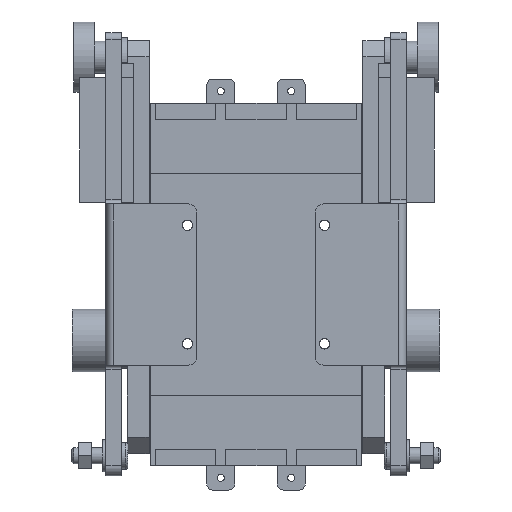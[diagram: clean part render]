
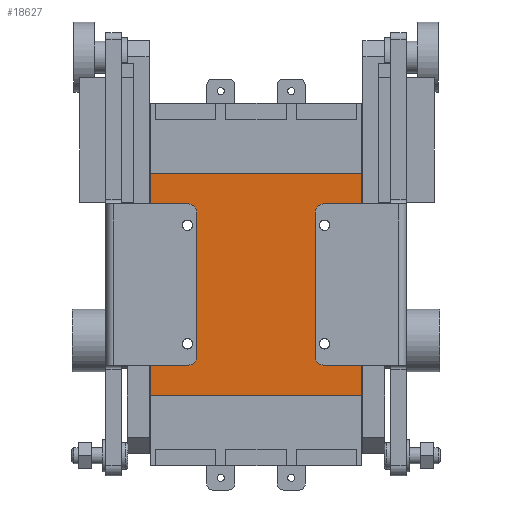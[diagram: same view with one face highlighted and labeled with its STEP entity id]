
A CAD part, front view. The second image highlights one B-rep face of the part: STEP entity #18627.
In plain terms, the highlighted planar face has unit normal (0, -1, 0).
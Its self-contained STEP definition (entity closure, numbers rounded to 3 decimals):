
#63 = AXIS2_PLACEMENT_3D ( 'NONE', #11490, #11277, #24260 ) ;
#415 = LINE ( 'NONE', #33555, #18776 ) ;
#440 = VERTEX_POINT ( 'NONE', #6108 ) ;
#442 = EDGE_CURVE ( 'NONE', #15252, #30273, #9290, .T. ) ;
#457 = VERTEX_POINT ( 'NONE', #35232 ) ;
#619 = DIRECTION ( 'NONE',  ( 0., 0., -1. ) ) ;
#730 = ORIENTED_EDGE ( 'NONE', *, *, #10502, .F. ) ;
#793 = ORIENTED_EDGE ( 'NONE', *, *, #11933, .T. ) ;
#1105 = VECTOR ( 'NONE', #41669, 1000. ) ;
#1391 = VERTEX_POINT ( 'NONE', #26966 ) ;
#1586 = EDGE_LOOP ( 'NONE', ( #14788, #730, #22337, #29172, #18326, #8359, #31251, #5336, #793, #10771, #20519, #24409, #24500, #15151, #34429, #28004 ) ) ;
#1625 = DIRECTION ( 'NONE',  ( 0., -1., 0. ) ) ;
#1661 = CARTESIAN_POINT ( 'NONE',  ( 1516.323, -176.876, -101.6 ) ) ;
#2048 = EDGE_CURVE ( 'NONE', #4639, #9557, #12433, .T. ) ;
#2330 = DIRECTION ( 'NONE',  ( 1., 0., 0. ) ) ;
#2560 = CARTESIAN_POINT ( 'NONE',  ( 1522.397, -176.876, -25.6 ) ) ;
#2757 = LINE ( 'NONE', #41654, #9178 ) ;
#3485 = CARTESIAN_POINT ( 'NONE',  ( 1497.291, -176.876, 24.4 ) ) ;
#4639 = VERTEX_POINT ( 'NONE', #29945 ) ;
#4724 = VERTEX_POINT ( 'NONE', #34378 ) ;
#4776 = VECTOR ( 'NONE', #8052, 1000. ) ;
#4812 = FACE_OUTER_BOUND ( 'NONE', #1586, .T. ) ;
#5138 = VERTEX_POINT ( 'NONE', #11948 ) ;
#5336 = ORIENTED_EDGE ( 'NONE', *, *, #27971, .T. ) ;
#6108 = CARTESIAN_POINT ( 'NONE',  ( 1602.291, -176.876, -120.6 ) ) ;
#6165 = CARTESIAN_POINT ( 'NONE',  ( 1583.258, -176.876, -101.6 ) ) ;
#6288 = AXIS2_PLACEMENT_3D ( 'NONE', #15024, #22034, #22256 ) ;
#6378 = CARTESIAN_POINT ( 'NONE',  ( 0., -176.876, -10.6 ) ) ;
#8023 = DIRECTION ( 'NONE',  ( 1., 0., 0. ) ) ;
#8052 = DIRECTION ( 'NONE',  ( 1., 0., 0. ) ) ;
#8227 = EDGE_CURVE ( 'NONE', #5138, #12422, #2757, .T. ) ;
#8359 = ORIENTED_EDGE ( 'NONE', *, *, #14856, .F. ) ;
#8436 = VERTEX_POINT ( 'NONE', #12201 ) ;
#8856 = EDGE_CURVE ( 'NONE', #8436, #31389, #18334, .T. ) ;
#9143 = DIRECTION ( 'NONE',  ( -1., 0., 0. ) ) ;
#9178 = VECTOR ( 'NONE', #12528, 1000. ) ;
#9290 = LINE ( 'NONE', #29072, #22095 ) ;
#9431 = EDGE_CURVE ( 'NONE', #4724, #30262, #37662, .T. ) ;
#9557 = VERTEX_POINT ( 'NONE', #29750 ) ;
#10390 = DIRECTION ( 'NONE',  ( 0., 0., 1. ) ) ;
#10502 = EDGE_CURVE ( 'NONE', #23339, #31389, #12962, .T. ) ;
#10604 = CARTESIAN_POINT ( 'NONE',  ( 1624.484, -176.876, -105.6 ) ) ;
#10670 = EDGE_CURVE ( 'NONE', #25690, #4724, #415, .T. ) ;
#10771 = ORIENTED_EDGE ( 'NONE', *, *, #32481, .F. ) ;
#11184 = LINE ( 'NONE', #31202, #28792 ) ;
#11277 = DIRECTION ( 'NONE',  ( 0., -1., 0. ) ) ;
#11490 = CARTESIAN_POINT ( 'NONE',  ( 1583.258, -176.876, -29.6 ) ) ;
#11833 = LINE ( 'NONE', #21639, #17101 ) ;
#11933 = EDGE_CURVE ( 'NONE', #440, #457, #33147, .T. ) ;
#11948 = CARTESIAN_POINT ( 'NONE',  ( 1602.291, -176.876, -25.6 ) ) ;
#12041 = DIRECTION ( 'NONE',  ( 1., 0., 0. ) ) ;
#12201 = CARTESIAN_POINT ( 'NONE',  ( 1497.291, -176.876, -10.6 ) ) ;
#12422 = VERTEX_POINT ( 'NONE', #23694 ) ;
#12433 = LINE ( 'NONE', #3485, #15374 ) ;
#12528 = DIRECTION ( 'NONE',  ( 0., 0., 1. ) ) ;
#12962 = LINE ( 'NONE', #2560, #1105 ) ;
#13612 = CIRCLE ( 'NONE', #63, 4. ) ;
#14599 = AXIS2_PLACEMENT_3D ( 'NONE', #6165, #25105, #2330 ) ;
#14788 = ORIENTED_EDGE ( 'NONE', *, *, #8856, .T. ) ;
#14856 = EDGE_CURVE ( 'NONE', #4639, #29597, #11184, .T. ) ;
#15024 = CARTESIAN_POINT ( 'NONE',  ( 1516.323, -176.876, -29.6 ) ) ;
#15040 = EDGE_CURVE ( 'NONE', #5138, #1391, #15660, .T. ) ;
#15151 = ORIENTED_EDGE ( 'NONE', *, *, #15040, .F. ) ;
#15252 = VERTEX_POINT ( 'NONE', #37499 ) ;
#15374 = VECTOR ( 'NONE', #29440, 1000. ) ;
#15660 = LINE ( 'NONE', #29260, #26088 ) ;
#16780 = CARTESIAN_POINT ( 'NONE',  ( 1602.291, -176.876, -155.6 ) ) ;
#17101 = VECTOR ( 'NONE', #8023, 1000. ) ;
#17790 = CARTESIAN_POINT ( 'NONE',  ( 0., -176.876, 0. ) ) ;
#18224 = AXIS2_PLACEMENT_3D ( 'NONE', #1661, #27605, #31442 ) ;
#18326 = ORIENTED_EDGE ( 'NONE', *, *, #23590, .F. ) ;
#18334 = LINE ( 'NONE', #24296, #19318 ) ;
#18548 = DIRECTION ( 'NONE',  ( 0., 0., -1. ) ) ;
#18627 = ADVANCED_FACE ( 'NONE', ( #4812 ), #36907, .T. ) ;
#18776 = VECTOR ( 'NONE', #619, 1000. ) ;
#19318 = VECTOR ( 'NONE', #18548, 1000. ) ;
#19841 = CIRCLE ( 'NONE', #6288, 4. ) ;
#20519 = ORIENTED_EDGE ( 'NONE', *, *, #9431, .F. ) ;
#21639 = CARTESIAN_POINT ( 'NONE',  ( 0., -176.876, -120.6 ) ) ;
#22034 = DIRECTION ( 'NONE',  ( 0., -1., 0. ) ) ;
#22095 = VECTOR ( 'NONE', #32667, 1000. ) ;
#22256 = DIRECTION ( 'NONE',  ( -1., 0., 0. ) ) ;
#22337 = ORIENTED_EDGE ( 'NONE', *, *, #34227, .F. ) ;
#22444 = EDGE_CURVE ( 'NONE', #1391, #25690, #13612, .T. ) ;
#23339 = VERTEX_POINT ( 'NONE', #32734 ) ;
#23590 = EDGE_CURVE ( 'NONE', #29597, #15252, #31138, .T. ) ;
#23694 = CARTESIAN_POINT ( 'NONE',  ( 1602.291, -176.876, -10.6 ) ) ;
#24260 = DIRECTION ( 'NONE',  ( 1., 0., 0. ) ) ;
#24296 = CARTESIAN_POINT ( 'NONE',  ( 1497.291, -176.876, 24.4 ) ) ;
#24409 = ORIENTED_EDGE ( 'NONE', *, *, #10670, .F. ) ;
#24425 = CARTESIAN_POINT ( 'NONE',  ( 1497.291, -176.876, -25.6 ) ) ;
#24500 = ORIENTED_EDGE ( 'NONE', *, *, #22444, .F. ) ;
#25105 = DIRECTION ( 'NONE',  ( 0., -1., 0. ) ) ;
#25690 = VERTEX_POINT ( 'NONE', #35360 ) ;
#25948 = LINE ( 'NONE', #6378, #29875 ) ;
#26088 = VECTOR ( 'NONE', #37983, 1000. ) ;
#26339 = AXIS2_PLACEMENT_3D ( 'NONE', #17790, #1625, #40522 ) ;
#26966 = CARTESIAN_POINT ( 'NONE',  ( 1583.258, -176.876, -25.6 ) ) ;
#27605 = DIRECTION ( 'NONE',  ( 0., -1., 0. ) ) ;
#27971 = EDGE_CURVE ( 'NONE', #9557, #440, #11833, .T. ) ;
#28004 = ORIENTED_EDGE ( 'NONE', *, *, #30359, .T. ) ;
#28792 = VECTOR ( 'NONE', #12041, 1000. ) ;
#29072 = CARTESIAN_POINT ( 'NONE',  ( 1520.323, -176.876, -115.35 ) ) ;
#29172 = ORIENTED_EDGE ( 'NONE', *, *, #442, .F. ) ;
#29260 = CARTESIAN_POINT ( 'NONE',  ( 1577.184, -176.876, -25.6 ) ) ;
#29440 = DIRECTION ( 'NONE',  ( 0., 0., -1. ) ) ;
#29597 = VERTEX_POINT ( 'NONE', #38584 ) ;
#29750 = CARTESIAN_POINT ( 'NONE',  ( 1497.291, -176.876, -120.6 ) ) ;
#29875 = VECTOR ( 'NONE', #9143, 1000. ) ;
#29945 = CARTESIAN_POINT ( 'NONE',  ( 1497.291, -176.876, -105.6 ) ) ;
#30262 = VERTEX_POINT ( 'NONE', #41033 ) ;
#30273 = VERTEX_POINT ( 'NONE', #40192 ) ;
#30359 = EDGE_CURVE ( 'NONE', #12422, #8436, #25948, .T. ) ;
#31138 = CIRCLE ( 'NONE', #18224, 4. ) ;
#31202 = CARTESIAN_POINT ( 'NONE',  ( 1475.097, -176.876, -105.6 ) ) ;
#31251 = ORIENTED_EDGE ( 'NONE', *, *, #2048, .T. ) ;
#31389 = VERTEX_POINT ( 'NONE', #24425 ) ;
#31442 = DIRECTION ( 'NONE',  ( -1., 0., 0. ) ) ;
#32481 = EDGE_CURVE ( 'NONE', #30262, #457, #33368, .T. ) ;
#32667 = DIRECTION ( 'NONE',  ( 0., 0., 1. ) ) ;
#32734 = CARTESIAN_POINT ( 'NONE',  ( 1516.323, -176.876, -25.6 ) ) ;
#33147 = LINE ( 'NONE', #16780, #37182 ) ;
#33368 = LINE ( 'NONE', #10604, #4776 ) ;
#33555 = CARTESIAN_POINT ( 'NONE',  ( 1579.258, -176.876, -115.35 ) ) ;
#34227 = EDGE_CURVE ( 'NONE', #30273, #23339, #19841, .T. ) ;
#34378 = CARTESIAN_POINT ( 'NONE',  ( 1579.258, -176.876, -101.6 ) ) ;
#34429 = ORIENTED_EDGE ( 'NONE', *, *, #8227, .T. ) ;
#35232 = CARTESIAN_POINT ( 'NONE',  ( 1602.291, -176.876, -105.6 ) ) ;
#35360 = CARTESIAN_POINT ( 'NONE',  ( 1579.258, -176.876, -29.6 ) ) ;
#36907 = PLANE ( 'NONE',  #26339 ) ;
#37182 = VECTOR ( 'NONE', #10390, 1000. ) ;
#37499 = CARTESIAN_POINT ( 'NONE',  ( 1520.323, -176.876, -101.6 ) ) ;
#37662 = CIRCLE ( 'NONE', #14599, 4. ) ;
#37983 = DIRECTION ( 'NONE',  ( -1., 0., 0. ) ) ;
#38584 = CARTESIAN_POINT ( 'NONE',  ( 1516.323, -176.876, -105.6 ) ) ;
#40192 = CARTESIAN_POINT ( 'NONE',  ( 1520.323, -176.876, -29.6 ) ) ;
#40522 = DIRECTION ( 'NONE',  ( 0., 0., -1. ) ) ;
#41033 = CARTESIAN_POINT ( 'NONE',  ( 1583.258, -176.876, -105.6 ) ) ;
#41654 = CARTESIAN_POINT ( 'NONE',  ( 1602.291, -176.876, -155.6 ) ) ;
#41669 = DIRECTION ( 'NONE',  ( -1., 0., 0. ) ) ;
